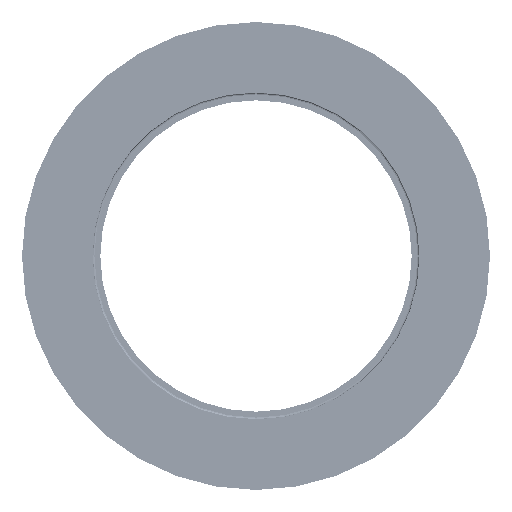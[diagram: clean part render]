
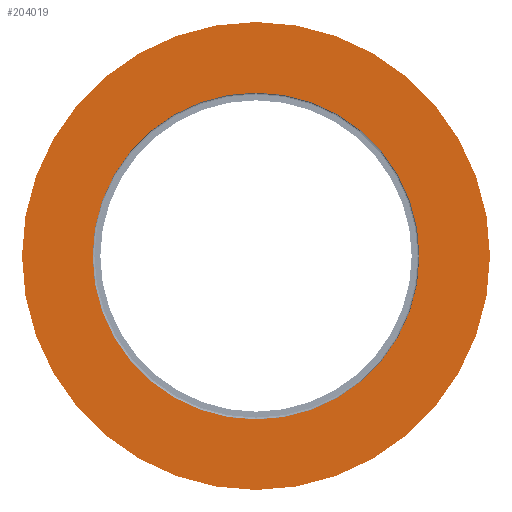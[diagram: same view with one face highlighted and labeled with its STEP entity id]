
A CAD part, left-side view. The second image highlights one B-rep face of the part: STEP entity #204019.
In plain terms, the highlighted planar face has unit normal (-1, 0, 0).
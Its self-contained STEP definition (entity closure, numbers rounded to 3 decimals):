
#4987 = ORIENTED_EDGE ( 'NONE', *, *, #272370, .T. ) ;
#8228 = ORIENTED_EDGE ( 'NONE', *, *, #289841, .F. ) ;
#8600 = ORIENTED_EDGE ( 'NONE', *, *, #237829, .T. ) ;
#15444 = DIRECTION ( 'NONE',  ( 0., 0., 1. ) ) ;
#20670 = AXIS2_PLACEMENT_3D ( 'NONE', #76834, #261514, #103294 ) ;
#21790 = CARTESIAN_POINT ( 'NONE',  ( 0., 0., 37.5 ) ) ;
#23686 = VERTEX_POINT ( 'NONE', #52578 ) ;
#31807 = CIRCLE ( 'NONE', #334012, 26.2 ) ;
#33501 = EDGE_LOOP ( 'NONE', ( #8228, #244116 ) ) ;
#45891 = CARTESIAN_POINT ( 'NONE',  ( 0., 0., 26.2 ) ) ;
#52578 = CARTESIAN_POINT ( 'NONE',  ( 0., 0., -37.5 ) ) ;
#66314 = FACE_BOUND ( 'NONE', #33501, .T. ) ;
#76834 = CARTESIAN_POINT ( 'NONE',  ( 0., 26.2, 0. ) ) ;
#77600 = AXIS2_PLACEMENT_3D ( 'NONE', #152951, #336958, #179603 ) ;
#78267 = DIRECTION ( 'NONE',  ( -1., 0., 0. ) ) ;
#103050 = CARTESIAN_POINT ( 'NONE',  ( 0., 0., 0. ) ) ;
#103294 = DIRECTION ( 'NONE',  ( 0., 0., -1. ) ) ;
#129618 = DIRECTION ( 'NONE',  ( 0., 0., 1. ) ) ;
#136561 = FACE_OUTER_BOUND ( 'NONE', #247760, .T. ) ;
#144110 = AXIS2_PLACEMENT_3D ( 'NONE', #331116, #173724, #15444 ) ;
#152951 = CARTESIAN_POINT ( 'NONE',  ( 0., 0., 0. ) ) ;
#173724 = DIRECTION ( 'NONE',  ( -1., 0., 0. ) ) ;
#179603 = DIRECTION ( 'NONE',  ( 0., 0., 1. ) ) ;
#180512 = VERTEX_POINT ( 'NONE', #21790 ) ;
#181985 = EDGE_CURVE ( 'NONE', #230280, #250568, #31807, .T. ) ;
#193686 = CIRCLE ( 'NONE', #77600, 37.5 ) ;
#204019 = ADVANCED_FACE ( 'NONE', ( #66314, #136561 ), #234169, .F. ) ;
#230280 = VERTEX_POINT ( 'NONE', #230591 ) ;
#230591 = CARTESIAN_POINT ( 'NONE',  ( 0., 0., -26.2 ) ) ;
#234169 = PLANE ( 'NONE',  #20670 ) ;
#236743 = CARTESIAN_POINT ( 'NONE',  ( 0., 0., 0. ) ) ;
#237829 = EDGE_CURVE ( 'NONE', #180512, #23686, #264829, .T. ) ;
#244116 = ORIENTED_EDGE ( 'NONE', *, *, #181985, .F. ) ;
#247760 = EDGE_LOOP ( 'NONE', ( #8600, #4987 ) ) ;
#250568 = VERTEX_POINT ( 'NONE', #45891 ) ;
#261514 = DIRECTION ( 'NONE',  ( 1., 0., 0. ) ) ;
#262948 = DIRECTION ( 'NONE',  ( 0., 0., 1. ) ) ;
#264829 = CIRCLE ( 'NONE', #307039, 37.5 ) ;
#272370 = EDGE_CURVE ( 'NONE', #23686, #180512, #193686, .T. ) ;
#287542 = DIRECTION ( 'NONE',  ( -1., 0., 0. ) ) ;
#289841 = EDGE_CURVE ( 'NONE', #250568, #230280, #310432, .T. ) ;
#307039 = AXIS2_PLACEMENT_3D ( 'NONE', #103050, #287542, #129618 ) ;
#310432 = CIRCLE ( 'NONE', #144110, 26.2 ) ;
#331116 = CARTESIAN_POINT ( 'NONE',  ( 0., 0., 0. ) ) ;
#334012 = AXIS2_PLACEMENT_3D ( 'NONE', #236743, #78267, #262948 ) ;
#336958 = DIRECTION ( 'NONE',  ( -1., 0., 0. ) ) ;
